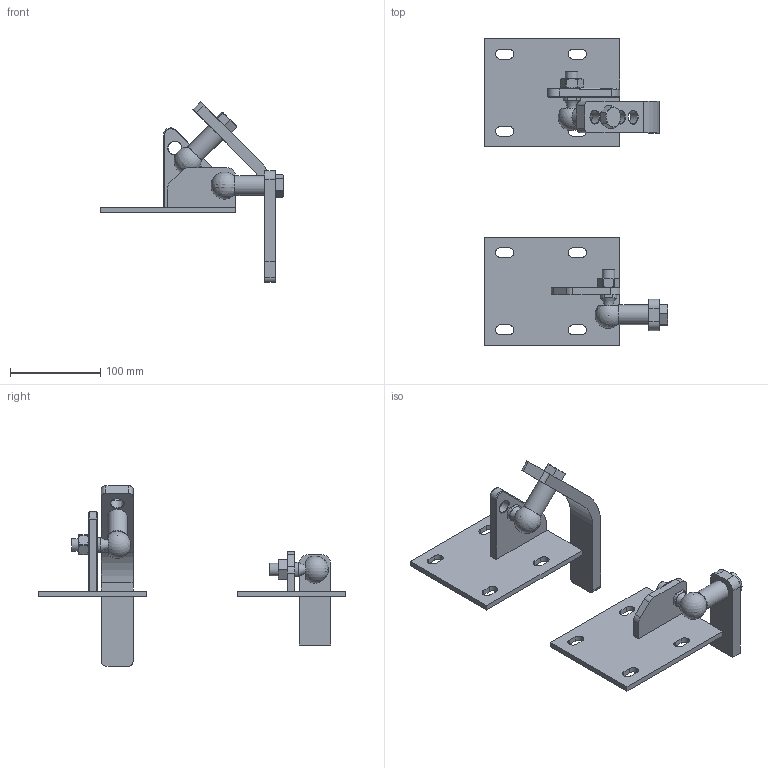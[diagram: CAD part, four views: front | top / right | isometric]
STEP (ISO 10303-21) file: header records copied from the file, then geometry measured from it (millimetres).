
FILE_DESCRIPTION (( 'STEP AP203' ), '1' );
FILE_NAME ('3837.STEP', '2022-03-22T10:14:02', ( '' ), ( '' ), 'SwSTEP 2.0', 'SolidWorks 2018', '' );
FILE_SCHEMA (( 'CONFIG_CONTROL_DESIGN' ));
Length unit declared in the file: millimetre
Products named in the file (9): 3837 Teil8_3837 Teil8; 3837 Teil7_3837 Teil7; 3837 Teil3_3837 Teil3; 3837 Teil1_3837 Teil1; 3837 Teil4_3837 Teil4; 3837; 3837 Teil6_3837 Teil6; 3837 Teil2_3837 Teil2; 3837 Teil5_3837 Teil5
Assembly tree (12 placements, depth 2):
  3837
    3837 Teil1_3837 Teil1
    3837 Teil2_3837 Teil2
    3837 Teil3_3837 Teil3  x2
    3837 Teil5_3837 Teil5  x2
    3837 Teil4_3837 Teil4  x2
    3837 Teil6_3837 Teil6  x2
    3837 Teil7_3837 Teil7
    3837 Teil8_3837 Teil8
Bounding box: 203 x 340 x 200 mm (x, y, z)
Volume: 467970.6 mm3; surface area: 162190.4 mm2
Topology: 12 solids, 12 shells, 574 faces, 1456 edges, 885 vertices
Faces by surface type: bspline 219, plane 198, cylinder 75, cone 72, sphere 6, torus 4
Full cylindrical faces by diameter (mm): 12 x2, 13 x2, 14 x6, 14.1 x2, 14.5 x10, 19.5 x2, 22 x2, 22.36 x2
Entity records: 21309 total; most frequent: CARTESIAN_POINT 10969, ORIENTED_EDGE 2070, DIRECTION 1541, EDGE_CURVE 1035, VERTEX_POINT 686, EDGE_LOOP 543, AXIS2_PLACEMENT_3D 520, LINE 501
